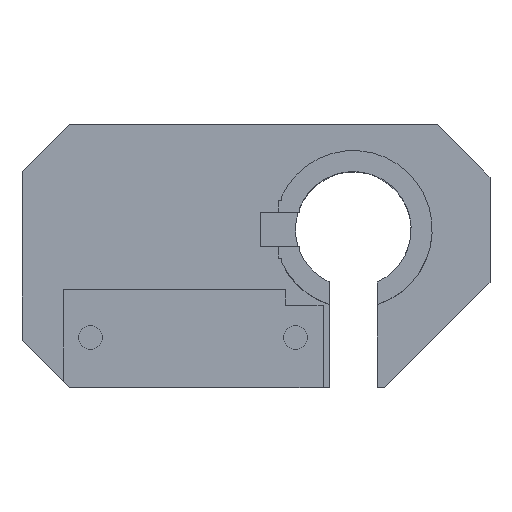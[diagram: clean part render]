
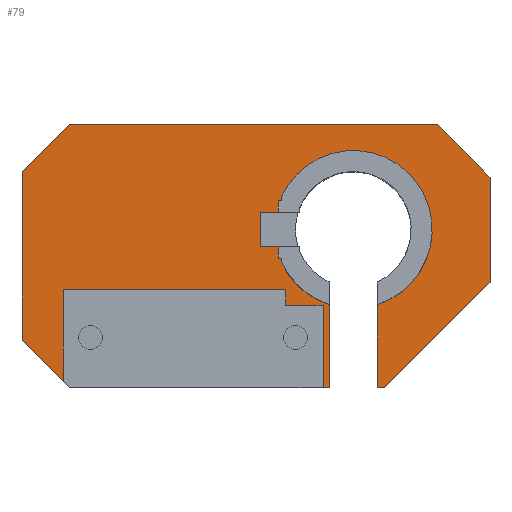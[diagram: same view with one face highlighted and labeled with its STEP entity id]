
A CAD part, top view. The second image highlights one B-rep face of the part: STEP entity #79.
In plain terms, the highlighted planar face has unit normal (0, 0, 1).
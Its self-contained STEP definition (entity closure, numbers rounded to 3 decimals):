
#79=ADVANCED_FACE('',(#326),#328,.T.);
#326=FACE_BOUND('',#327,.T.);
#327=EDGE_LOOP('',(#800,#801,#802,#803,#804,#805,#806,#807,#808,#809,#810,#811,#812,
#813,#814,#815,#816,#817,#818,#819,#820,#821,#822,#823,#824,#825,#826));
#328=PLANE('',#329);
#329=AXIS2_PLACEMENT_3D('',#330,#331,#332);
#330=CARTESIAN_POINT('',(-261.,75.,141.1));
#331=DIRECTION('',(0.,0.,1.));
#332=DIRECTION('',(0.,-1.,0.));
#800=ORIENTED_EDGE('',*,*,#1023,.T.);
#801=ORIENTED_EDGE('',*,*,#1075,.F.);
#802=ORIENTED_EDGE('',*,*,#1073,.F.);
#803=ORIENTED_EDGE('',*,*,#1071,.T.);
#804=ORIENTED_EDGE('',*,*,#1070,.F.);
#805=ORIENTED_EDGE('',*,*,#1067,.T.);
#806=ORIENTED_EDGE('',*,*,#1066,.F.);
#807=ORIENTED_EDGE('',*,*,#1064,.T.);
#808=ORIENTED_EDGE('',*,*,#1061,.F.);
#809=ORIENTED_EDGE('',*,*,#1080,.F.);
#810=ORIENTED_EDGE('',*,*,#1081,.F.);
#811=ORIENTED_EDGE('',*,*,#1082,.F.);
#812=ORIENTED_EDGE('',*,*,#1083,.F.);
#813=ORIENTED_EDGE('',*,*,#1084,.F.);
#814=ORIENTED_EDGE('',*,*,#1055,.F.);
#815=ORIENTED_EDGE('',*,*,#1053,.T.);
#816=ORIENTED_EDGE('',*,*,#1085,.F.);
#817=ORIENTED_EDGE('',*,*,#1086,.F.);
#818=ORIENTED_EDGE('',*,*,#1087,.T.);
#819=ORIENTED_EDGE('',*,*,#1088,.T.);
#820=ORIENTED_EDGE('',*,*,#1089,.T.);
#821=ORIENTED_EDGE('',*,*,#1090,.T.);
#822=ORIENTED_EDGE('',*,*,#1091,.T.);
#823=ORIENTED_EDGE('',*,*,#1092,.T.);
#824=ORIENTED_EDGE('',*,*,#1093,.T.);
#825=ORIENTED_EDGE('',*,*,#1094,.F.);
#826=ORIENTED_EDGE('',*,*,#1095,.F.);
#1023=EDGE_CURVE('',#1221,#1219,#1222,.F.);
#1053=EDGE_CURVE('',#1275,#1273,#1276,.F.);
#1055=EDGE_CURVE('',#1275,#1278,#1279,.T.);
#1061=EDGE_CURVE('',#1287,#1289,#1290,.F.);
#1064=EDGE_CURVE('',#1292,#1289,#1294,.F.);
#1066=EDGE_CURVE('',#1292,#1295,#1297,.F.);
#1067=EDGE_CURVE('',#1298,#1295,#1299,.T.);
#1070=EDGE_CURVE('',#1298,#1301,#1303,.F.);
#1071=EDGE_CURVE('',#1304,#1301,#1305,.T.);
#1073=EDGE_CURVE('',#1304,#1307,#1308,.F.);
#1075=EDGE_CURVE('',#1307,#1219,#1310,.T.);
#1080=EDGE_CURVE('',#1319,#1287,#1320,.T.);
#1081=EDGE_CURVE('',#1321,#1319,#1322,.T.);
#1082=EDGE_CURVE('',#1323,#1321,#1324,.T.);
#1083=EDGE_CURVE('',#1325,#1323,#1326,.T.);
#1084=EDGE_CURVE('',#1278,#1325,#1327,.T.);
#1085=EDGE_CURVE('',#1328,#1273,#1329,.T.);
#1086=EDGE_CURVE('',#1330,#1328,#1331,.T.);
#1087=EDGE_CURVE('',#1330,#1332,#1333,.T.);
#1088=EDGE_CURVE('',#1332,#1334,#1335,.T.);
#1089=EDGE_CURVE('',#1334,#1336,#1337,.F.);
#1090=EDGE_CURVE('',#1336,#1338,#1339,.F.);
#1091=EDGE_CURVE('',#1338,#1340,#1341,.F.);
#1092=EDGE_CURVE('',#1340,#1342,#1343,.T.);
#1093=EDGE_CURVE('',#1342,#1344,#1345,.T.);
#1094=EDGE_CURVE('',#1346,#1344,#1347,.T.);
#1095=EDGE_CURVE('',#1221,#1346,#1348,.T.);
#1219=VERTEX_POINT('',#1584);
#1221=VERTEX_POINT('',#1588);
#1222=LINE('',#1589,#1590);
#1273=VERTEX_POINT('',#1925);
#1275=VERTEX_POINT('',#1929);
#1276=LINE('',#1930,#1931);
#1278=VERTEX_POINT('',#1936);
#1279=LINE('',#1937,#1938);
#1287=VERTEX_POINT('',#1955);
#1289=VERTEX_POINT('',#1959);
#1290=LINE('',#1960,#1961);
#1292=VERTEX_POINT('',#1966);
#1294=LINE('',#1970,#1971);
#1295=VERTEX_POINT('',#1973);
#1297=LINE('',#1977,#1978);
#1298=VERTEX_POINT('',#1980);
#1299=LINE('',#1981,#1982);
#1301=VERTEX_POINT('',#1987);
#1303=LINE('',#1991,#1992);
#1304=VERTEX_POINT('',#1994);
#1305=LINE('',#1995,#1996);
#1307=VERTEX_POINT('',#2001);
#1308=LINE('',#2002,#2003);
#1310=LINE('',#2008,#2009);
#1319=VERTEX_POINT('',#2031);
#1320=LINE('',#2032,#2033);
#1321=VERTEX_POINT('',#2035);
#1322=LINE('',#2036,#2037);
#1323=VERTEX_POINT('',#2039);
#1324=LINE('',#2040,#2041);
#1325=VERTEX_POINT('',#2043);
#1326=LINE('',#2044,#2045);
#1327=LINE('',#2047,#2048);
#1328=VERTEX_POINT('',#2050);
#1329=CIRCLE('',#2051,15.);
#1330=VERTEX_POINT('',#2055);
#1331=LINE('',#2056,#2057);
#1332=VERTEX_POINT('',#2059);
#1333=LINE('',#2060,#2061);
#1334=VERTEX_POINT('',#2063);
#1335=LINE('',#2064,#2065);
#1336=VERTEX_POINT('',#2067);
#1337=LINE('',#2068,#2069);
#1338=VERTEX_POINT('',#2071);
#1339=LINE('',#2072,#2073);
#1340=VERTEX_POINT('',#2075);
#1341=LINE('',#2076,#2077);
#1342=VERTEX_POINT('',#2079);
#1343=LINE('',#2080,#2081);
#1344=VERTEX_POINT('',#2083);
#1345=LINE('',#2084,#2085);
#1346=VERTEX_POINT('',#2087);
#1347=LINE('',#2088,#2089);
#1348=CIRCLE('',#2091,15.);
#1584=CARTESIAN_POINT('',(-192.417,25.,141.1));
#1588=CARTESIAN_POINT('',(-192.417,40.717,141.1));
#1589=CARTESIAN_POINT('',(-192.417,25.,141.1));
#1590=VECTOR('',#1591,1.);
#1591=DIRECTION('',(0.,1.,0.));
#1925=CARTESIAN_POINT('',(-201.583,40.717,141.1));
#1929=CARTESIAN_POINT('',(-201.583,25.,141.1));
#1930=CARTESIAN_POINT('',(-201.583,40.717,141.1));
#1931=VECTOR('',#1932,1.);
#1932=DIRECTION('',(0.,-1.,0.));
#1936=CARTESIAN_POINT('',(-202.746,25.,141.1));
#1937=CARTESIAN_POINT('',(-201.583,25.,141.1));
#1938=VECTOR('',#1939,1.);
#1939=DIRECTION('',(-1.,0.,0.));
#1955=CARTESIAN_POINT('',(-252.153,26.153,141.1));
#1959=CARTESIAN_POINT('',(-260.,34.,141.1));
#1960=CARTESIAN_POINT('',(-260.,34.,141.1));
#1961=VECTOR('',#1962,1.);
#1962=DIRECTION('',(0.707,-0.707,0.));
#1966=CARTESIAN_POINT('',(-260.,66.,141.1));
#1970=CARTESIAN_POINT('',(-260.,34.,141.1));
#1971=VECTOR('',#1972,1.);
#1972=DIRECTION('',(0.,1.,0.));
#1973=CARTESIAN_POINT('',(-251.,75.,141.1));
#1977=CARTESIAN_POINT('',(-251.,75.,141.1));
#1978=VECTOR('',#1979,1.);
#1979=DIRECTION('',(-0.707,-0.707,0.));
#1980=CARTESIAN_POINT('',(-181.,75.,141.1));
#1981=CARTESIAN_POINT('',(-181.,75.,141.1));
#1982=VECTOR('',#1983,1.);
#1983=DIRECTION('',(-1.,0.,0.));
#1987=CARTESIAN_POINT('',(-171.,65.,141.1));
#1991=CARTESIAN_POINT('',(-171.,65.,141.1));
#1992=VECTOR('',#1993,1.);
#1993=DIRECTION('',(-0.707,0.707,0.));
#1994=CARTESIAN_POINT('',(-171.,45.,141.1));
#1995=CARTESIAN_POINT('',(-171.,45.,141.1));
#1996=VECTOR('',#1997,1.);
#1997=DIRECTION('',(0.,1.,0.));
#2001=CARTESIAN_POINT('',(-191.,25.,141.1));
#2002=CARTESIAN_POINT('',(-191.,25.,141.1));
#2003=VECTOR('',#2004,1.);
#2004=DIRECTION('',(0.707,0.707,0.));
#2008=CARTESIAN_POINT('',(-191.,25.,141.1));
#2009=VECTOR('',#2010,1.);
#2010=DIRECTION('',(-1.,0.,0.));
#2031=CARTESIAN_POINT('',(-252.153,43.609,141.1));
#2032=CARTESIAN_POINT('',(-252.153,43.609,141.1));
#2033=VECTOR('',#2034,1.);
#2034=DIRECTION('',(0.,-1.,0.));
#2035=CARTESIAN_POINT('',(-209.868,43.609,141.1));
#2036=CARTESIAN_POINT('',(-209.868,43.609,141.1));
#2037=VECTOR('',#2038,1.);
#2038=DIRECTION('',(-1.,0.,0.));
#2039=CARTESIAN_POINT('',(-209.868,40.592,141.1));
#2040=CARTESIAN_POINT('',(-209.868,40.592,141.1));
#2041=VECTOR('',#2042,1.);
#2042=DIRECTION('',(0.,1.,0.));
#2043=CARTESIAN_POINT('',(-202.746,40.592,141.1));
#2044=CARTESIAN_POINT('',(-202.746,40.592,141.1));
#2045=VECTOR('',#2046,1.);
#2046=DIRECTION('',(-1.,0.,0.));
#2047=CARTESIAN_POINT('',(-202.746,25.,141.1));
#2048=VECTOR('',#2049,1.);
#2049=DIRECTION('',(0.,1.,0.));
#2050=CARTESIAN_POINT('',(-210.606,48.686,141.1));
#2051=AXIS2_PLACEMENT_3D('',#2052,#2053,#2054);
#2052=CARTESIAN_POINT('',(-197.,55.,141.1));
#2053=DIRECTION('',(0.,0.,1.));
#2054=DIRECTION('',(-0.907,-0.421,0.));
#2055=CARTESIAN_POINT('',(-210.606,49.528,141.1));
#2056=CARTESIAN_POINT('',(-210.606,49.528,141.1));
#2057=VECTOR('',#2058,1.);
#2058=DIRECTION('',(0.,-1.,0.));
#2059=CARTESIAN_POINT('',(-211.258,49.528,141.1));
#2060=CARTESIAN_POINT('',(-210.606,49.528,141.1));
#2061=VECTOR('',#2062,1.);
#2062=DIRECTION('',(-1.,0.,0.));
#2063=CARTESIAN_POINT('',(-211.258,51.75,141.1));
#2064=CARTESIAN_POINT('',(-211.258,49.528,141.1));
#2065=VECTOR('',#2066,1.);
#2066=DIRECTION('',(0.,1.,0.));
#2067=CARTESIAN_POINT('',(-214.693,51.75,141.1));
#2068=CARTESIAN_POINT('',(-214.693,51.75,141.1));
#2069=VECTOR('',#2070,1.);
#2070=DIRECTION('',(1.,0.,0.));
#2071=CARTESIAN_POINT('',(-214.693,58.25,141.1));
#2072=CARTESIAN_POINT('',(-214.693,58.25,141.1));
#2073=VECTOR('',#2074,1.);
#2074=DIRECTION('',(0.,-1.,0.));
#2075=CARTESIAN_POINT('',(-211.258,58.25,141.1));
#2076=CARTESIAN_POINT('',(-211.258,58.25,141.1));
#2077=VECTOR('',#2078,1.);
#2078=DIRECTION('',(-1.,0.,0.));
#2079=CARTESIAN_POINT('',(-211.258,60.472,141.1));
#2080=CARTESIAN_POINT('',(-211.258,58.25,141.1));
#2081=VECTOR('',#2082,1.);
#2082=DIRECTION('',(0.,1.,0.));
#2083=CARTESIAN_POINT('',(-210.606,60.472,141.1));
#2084=CARTESIAN_POINT('',(-211.258,60.472,141.1));
#2085=VECTOR('',#2086,1.);
#2086=DIRECTION('',(1.,0.,0.));
#2087=CARTESIAN_POINT('',(-210.606,61.314,141.1));
#2088=CARTESIAN_POINT('',(-210.606,61.314,141.1));
#2089=VECTOR('',#2090,1.);
#2090=DIRECTION('',(0.,-1.,0.));
#2091=AXIS2_PLACEMENT_3D('',#2092,#2093,#2094);
#2092=CARTESIAN_POINT('',(-197.,55.,141.1));
#2093=DIRECTION('',(0.,0.,1.));
#2094=DIRECTION('',(0.306,-0.952,0.));
